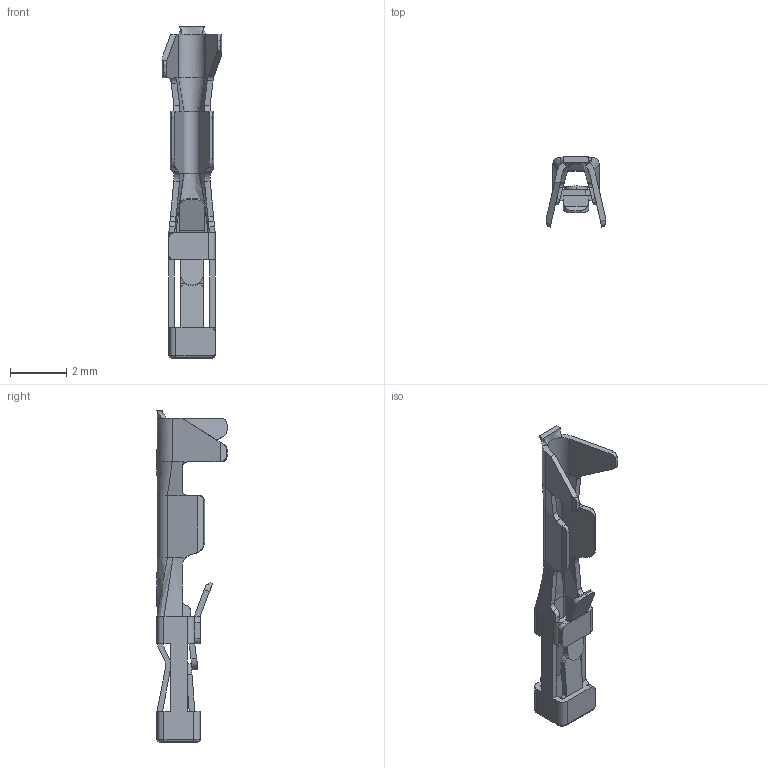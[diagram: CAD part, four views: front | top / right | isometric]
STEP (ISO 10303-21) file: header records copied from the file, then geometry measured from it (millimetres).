
FILE_DESCRIPTION( ('This file contains a STEP AP42 implementation' ,'as created by ZW3D STEP Interface translator.') ,'2;1' );
FILE_NAME( '3210-TPXX01.stp' ,'231130.152543', (''), ('ZWCAD Software Co.'), 'Version 1.0', 'ZW3D to STEP translator', '' );
FILE_SCHEMA(('AUTOMOTIVE_DESIGN { 1 0 10303 214 1 1 1 1 }'));
Length unit declared in the file: millimetre
Products named in the file (1): 0
Bounding box: 2.14 x 2.5 x 11.85 mm (x, y, z)
Volume: 8.8 mm3; surface area: 97.7 mm2
Topology: 1 solids, 1 shells, 175 faces, 493 edges, 312 vertices
Faces by surface type: plane 89, cylinder 60, bspline 23, torus 3
Entity records: 6350 total; most frequent: CARTESIAN_POINT 1723, ORIENTED_EDGE 994, DIRECTION 836, EDGE_CURVE 495, VECTOR 328, LINE 328, VERTEX_POINT 314, AXIS2_PLACEMENT_3D 254
